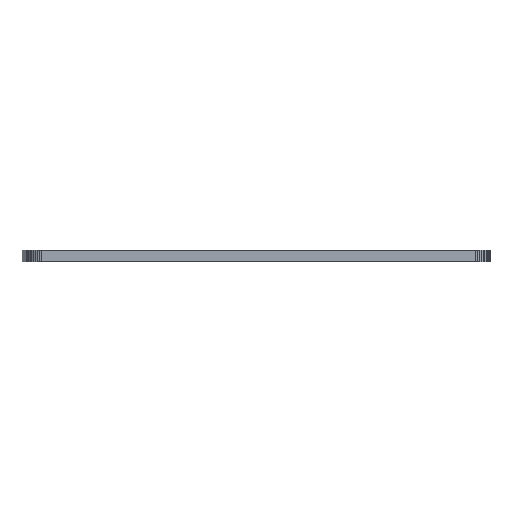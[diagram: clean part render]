
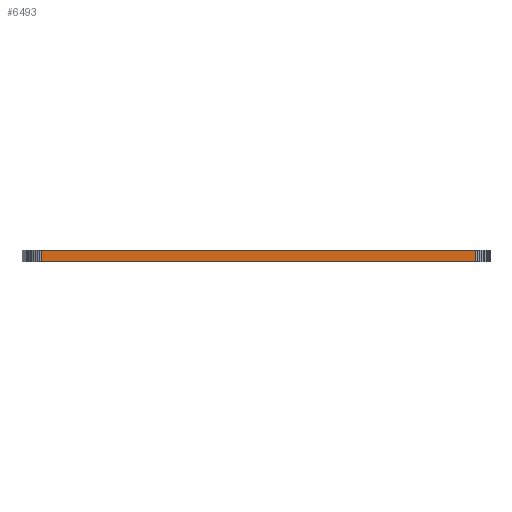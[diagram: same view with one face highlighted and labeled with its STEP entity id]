
A CAD part, left-side view. The second image highlights one B-rep face of the part: STEP entity #6493.
In plain terms, the highlighted planar face has unit normal (-1, 0, 0).
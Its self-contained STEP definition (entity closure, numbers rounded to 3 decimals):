
#90 = PLANE('',#91);
#91 = AXIS2_PLACEMENT_3D('',#92,#93,#94);
#92 = CARTESIAN_POINT('',(89.569,-65.673,1.6));
#93 = DIRECTION('',(-0.,-0.,-1.));
#94 = DIRECTION('',(-1.,0.,0.));
#144 = PLANE('',#145);
#145 = AXIS2_PLACEMENT_3D('',#146,#147,#148);
#146 = CARTESIAN_POINT('',(89.569,-65.673,0.));
#147 = DIRECTION('',(-0.,-0.,-1.));
#148 = DIRECTION('',(-1.,0.,0.));
#1877 = VERTEX_POINT('',#1878);
#1878 = CARTESIAN_POINT('',(77.194,-96.784,0.));
#1892 = PLANE('',#1893);
#1893 = AXIS2_PLACEMENT_3D('',#1894,#1895,#1896);
#1894 = CARTESIAN_POINT('',(77.214,-97.069,0.));
#1895 = DIRECTION('',(-0.997,-0.071,0.));
#1896 = DIRECTION('',(-0.071,0.997,0.));
#1904 = EDGE_CURVE('',#1877,#1905,#1907,.T.);
#1905 = VERTEX_POINT('',#1906);
#1906 = CARTESIAN_POINT('',(77.194,-37.264,0.));
#1907 = SURFACE_CURVE('',#1908,(#1912,#1919),.PCURVE_S1.);
#1908 = LINE('',#1909,#1910);
#1909 = CARTESIAN_POINT('',(77.194,-96.784,0.));
#1910 = VECTOR('',#1911,1.);
#1911 = DIRECTION('',(0.,1.,0.));
#1912 = PCURVE('',#144,#1913);
#1913 = DEFINITIONAL_REPRESENTATION('',(#1914),#1918);
#1914 = LINE('',#1915,#1916);
#1915 = CARTESIAN_POINT('',(12.374,-31.111));
#1916 = VECTOR('',#1917,1.);
#1917 = DIRECTION('',(0.,1.));
#1918 = ( GEOMETRIC_REPRESENTATION_CONTEXT(2) 
PARAMETRIC_REPRESENTATION_CONTEXT() REPRESENTATION_CONTEXT('2D SPACE',''
  ) );
#1919 = PCURVE('',#1920,#1925);
#1920 = PLANE('',#1921);
#1921 = AXIS2_PLACEMENT_3D('',#1922,#1923,#1924);
#1922 = CARTESIAN_POINT('',(77.194,-96.784,0.));
#1923 = DIRECTION('',(-1.,0.,0.));
#1924 = DIRECTION('',(0.,1.,0.));
#1925 = DEFINITIONAL_REPRESENTATION('',(#1926),#1930);
#1926 = LINE('',#1927,#1928);
#1927 = CARTESIAN_POINT('',(0.,0.));
#1928 = VECTOR('',#1929,1.);
#1929 = DIRECTION('',(1.,0.));
#1930 = ( GEOMETRIC_REPRESENTATION_CONTEXT(2) 
PARAMETRIC_REPRESENTATION_CONTEXT() REPRESENTATION_CONTEXT('2D SPACE',''
  ) );
#1948 = PLANE('',#1949);
#1949 = AXIS2_PLACEMENT_3D('',#1950,#1951,#1952);
#1950 = CARTESIAN_POINT('',(77.194,-37.264,0.));
#1951 = DIRECTION('',(-0.997,0.071,0.));
#1952 = DIRECTION('',(0.071,0.997,0.));
#4636 = VERTEX_POINT('',#4637);
#4637 = CARTESIAN_POINT('',(77.194,-96.784,1.6));
#4658 = EDGE_CURVE('',#4636,#4659,#4661,.T.);
#4659 = VERTEX_POINT('',#4660);
#4660 = CARTESIAN_POINT('',(77.194,-37.264,1.6));
#4661 = SURFACE_CURVE('',#4662,(#4666,#4673),.PCURVE_S1.);
#4662 = LINE('',#4663,#4664);
#4663 = CARTESIAN_POINT('',(77.194,-96.784,1.6));
#4664 = VECTOR('',#4665,1.);
#4665 = DIRECTION('',(0.,1.,0.));
#4666 = PCURVE('',#90,#4667);
#4667 = DEFINITIONAL_REPRESENTATION('',(#4668),#4672);
#4668 = LINE('',#4669,#4670);
#4669 = CARTESIAN_POINT('',(12.374,-31.111));
#4670 = VECTOR('',#4671,1.);
#4671 = DIRECTION('',(0.,1.));
#4672 = ( GEOMETRIC_REPRESENTATION_CONTEXT(2) 
PARAMETRIC_REPRESENTATION_CONTEXT() REPRESENTATION_CONTEXT('2D SPACE',''
  ) );
#4673 = PCURVE('',#1920,#4674);
#4674 = DEFINITIONAL_REPRESENTATION('',(#4675),#4679);
#4675 = LINE('',#4676,#4677);
#4676 = CARTESIAN_POINT('',(0.,-1.6));
#4677 = VECTOR('',#4678,1.);
#4678 = DIRECTION('',(1.,0.));
#4679 = ( GEOMETRIC_REPRESENTATION_CONTEXT(2) 
PARAMETRIC_REPRESENTATION_CONTEXT() REPRESENTATION_CONTEXT('2D SPACE',''
  ) );
#6443 = EDGE_CURVE('',#1905,#4659,#6444,.T.);
#6444 = SURFACE_CURVE('',#6445,(#6449,#6456),.PCURVE_S1.);
#6445 = LINE('',#6446,#6447);
#6446 = CARTESIAN_POINT('',(77.194,-37.264,0.));
#6447 = VECTOR('',#6448,1.);
#6448 = DIRECTION('',(0.,0.,1.));
#6449 = PCURVE('',#1948,#6450);
#6450 = DEFINITIONAL_REPRESENTATION('',(#6451),#6455);
#6451 = LINE('',#6452,#6453);
#6452 = CARTESIAN_POINT('',(0.,0.));
#6453 = VECTOR('',#6454,1.);
#6454 = DIRECTION('',(0.,-1.));
#6455 = ( GEOMETRIC_REPRESENTATION_CONTEXT(2) 
PARAMETRIC_REPRESENTATION_CONTEXT() REPRESENTATION_CONTEXT('2D SPACE',''
  ) );
#6456 = PCURVE('',#1920,#6457);
#6457 = DEFINITIONAL_REPRESENTATION('',(#6458),#6462);
#6458 = LINE('',#6459,#6460);
#6459 = CARTESIAN_POINT('',(59.52,0.));
#6460 = VECTOR('',#6461,1.);
#6461 = DIRECTION('',(0.,-1.));
#6462 = ( GEOMETRIC_REPRESENTATION_CONTEXT(2) 
PARAMETRIC_REPRESENTATION_CONTEXT() REPRESENTATION_CONTEXT('2D SPACE',''
  ) );
#6493 = ADVANCED_FACE('',(#6494),#1920,.T.);
#6494 = FACE_BOUND('',#6495,.T.);
#6495 = EDGE_LOOP('',(#6496,#6517,#6518,#6519));
#6496 = ORIENTED_EDGE('',*,*,#6497,.T.);
#6497 = EDGE_CURVE('',#1877,#4636,#6498,.T.);
#6498 = SURFACE_CURVE('',#6499,(#6503,#6510),.PCURVE_S1.);
#6499 = LINE('',#6500,#6501);
#6500 = CARTESIAN_POINT('',(77.194,-96.784,0.));
#6501 = VECTOR('',#6502,1.);
#6502 = DIRECTION('',(0.,0.,1.));
#6503 = PCURVE('',#1920,#6504);
#6504 = DEFINITIONAL_REPRESENTATION('',(#6505),#6509);
#6505 = LINE('',#6506,#6507);
#6506 = CARTESIAN_POINT('',(0.,0.));
#6507 = VECTOR('',#6508,1.);
#6508 = DIRECTION('',(0.,-1.));
#6509 = ( GEOMETRIC_REPRESENTATION_CONTEXT(2) 
PARAMETRIC_REPRESENTATION_CONTEXT() REPRESENTATION_CONTEXT('2D SPACE',''
  ) );
#6510 = PCURVE('',#1892,#6511);
#6511 = DEFINITIONAL_REPRESENTATION('',(#6512),#6516);
#6512 = LINE('',#6513,#6514);
#6513 = CARTESIAN_POINT('',(0.285,0.));
#6514 = VECTOR('',#6515,1.);
#6515 = DIRECTION('',(0.,-1.));
#6516 = ( GEOMETRIC_REPRESENTATION_CONTEXT(2) 
PARAMETRIC_REPRESENTATION_CONTEXT() REPRESENTATION_CONTEXT('2D SPACE',''
  ) );
#6517 = ORIENTED_EDGE('',*,*,#4658,.T.);
#6518 = ORIENTED_EDGE('',*,*,#6443,.F.);
#6519 = ORIENTED_EDGE('',*,*,#1904,.F.);
